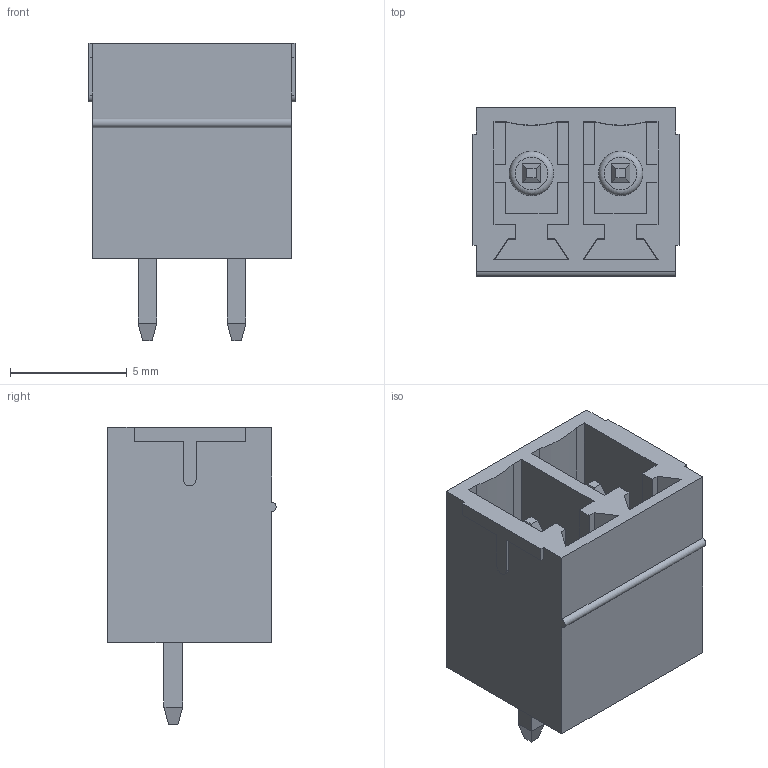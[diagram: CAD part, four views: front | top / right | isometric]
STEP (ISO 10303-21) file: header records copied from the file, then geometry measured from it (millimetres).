
FILE_DESCRIPTION( ( 'Unknown' ), '1' );
FILE_NAME( '691321300002.stp', 'Unknown', ( 'Unknown' ), ( 'Unknown' ), 'PSStep 14.0', 'Unknown', ' ' );
FILE_SCHEMA( ( 'AUTOMOTIVE_DESIGN { 1 0 10303 214 1 1 1 1 }' ) );
Length unit declared in the file: millimetre
Products named in the file (3): Assem1; 691321300002; 6913213000xx_PIN
Assembly tree (3 placements, depth 2):
  Assem1
    691321300002
    6913213000xx_PIN  x2
Bounding box: 8.81 x 7.2 x 12.7 mm (x, y, z)
Volume: 300.5 mm3; surface area: 881.8 mm2
Topology: 3 solids, 3 shells, 138 faces, 370 edges, 240 vertices
Faces by surface type: plane 127, cylinder 9, torus 2
Full cylindrical faces by diameter (mm): 1.9 x2
Entity records: 4894 total; most frequent: CARTESIAN_POINT 686, ORIENTED_EDGE 672, DIRECTION 612, EDGE_CURVE 336, LINE 316, VECTOR 316, VERTEX_POINT 222, AXIS2_PLACEMENT_3D 148
